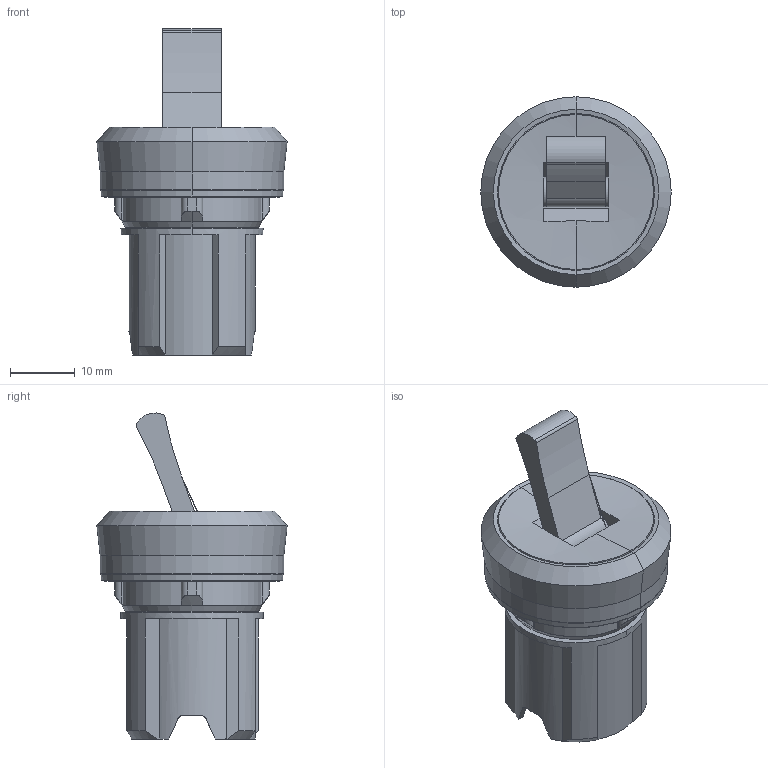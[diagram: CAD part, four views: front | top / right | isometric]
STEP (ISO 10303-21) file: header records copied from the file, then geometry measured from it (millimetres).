
FILE_DESCRIPTION(('STEP AP214'),'1');
FILE_NAME('cctmp_0E8B0B5C-BCA8-4979-8C12-BE0B680F59BD_2023_07_21_19_32_29_0680..stp','2023-07-21T17:32:29',('SIEMENS A&D'),('CADClick - www.CADClick.com'),'Spatial InterOp 3D postprocessed',' ','unknown authorization');
FILE_SCHEMA(('AUTOMOTIVE_DESIGN'));
Length unit declared in the file: millimetre
Products named in the file (1): 2023_07_21_19_32_29_0668
Bounding box: 29.49 x 29.49 x 50.48 mm (x, y, z)
Volume: 8999.6 mm3; surface area: 7771.5 mm2
Topology: 1 solids, 1 shells, 127 faces, 348 edges, 226 vertices
Faces by surface type: plane 50, cylinder 49, cone 24, revolution 2, sphere 2
Entity records: 6952 total; most frequent: CARTESIAN_POINT 1006, STYLED_ITEM 702, PRESENTATION_STYLE_ASSIGNMENT 702, ORIENTED_EDGE 696, DIRECTION 694, EDGE_CURVE 348, CURVE_STYLE 348, DRAUGHTING_PRE_DEFINED_CURVE_FONT 348
